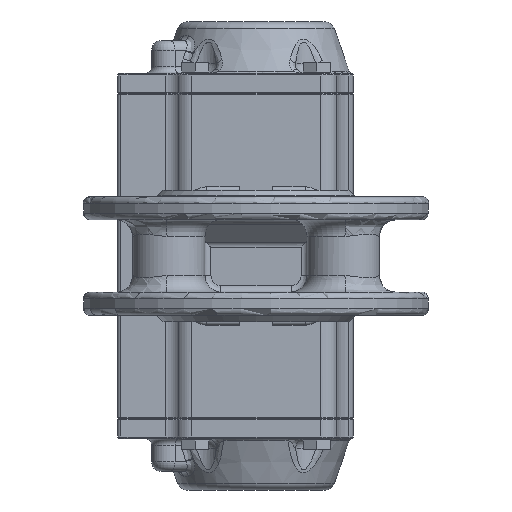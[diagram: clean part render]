
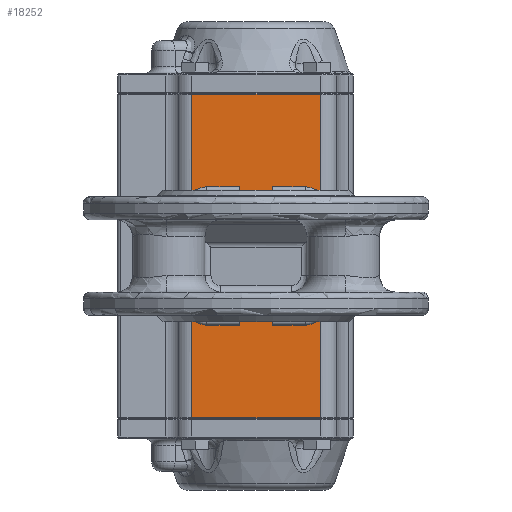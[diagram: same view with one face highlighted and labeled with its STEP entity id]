
A CAD part, front view. The second image highlights one B-rep face of the part: STEP entity #18252.
In plain terms, the highlighted planar face has unit normal (0, -1, 0).
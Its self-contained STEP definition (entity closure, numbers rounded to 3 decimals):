
#587=PLANE('',#20106);
#1974=LINE('',#39393,#3046);
#1975=LINE('',#39394,#3047);
#1976=LINE('',#39395,#3048);
#1977=LINE('',#39399,#3049);
#1979=LINE('',#39407,#3051);
#1980=LINE('',#39408,#3052);
#2013=LINE('',#39518,#3085);
#2014=LINE('',#39519,#3086);
#3046=VECTOR('',#23583,1000.);
#3047=VECTOR('',#23584,1000.);
#3048=VECTOR('',#23585,1000.);
#3049=VECTOR('',#23590,1000.);
#3051=VECTOR('',#23596,1000.);
#3052=VECTOR('',#23597,1000.);
#3085=VECTOR('',#23712,1000.);
#3086=VECTOR('',#23713,1000.);
#6144=ORIENTED_EDGE('',*,*,#10406,.F.);
#6145=ORIENTED_EDGE('',*,*,#10470,.T.);
#6146=ORIENTED_EDGE('',*,*,#10410,.T.);
#6147=ORIENTED_EDGE('',*,*,#10152,.F.);
#6148=ORIENTED_EDGE('',*,*,#10415,.T.);
#6149=ORIENTED_EDGE('',*,*,#10143,.F.);
#6150=ORIENTED_EDGE('',*,*,#10414,.T.);
#6151=ORIENTED_EDGE('',*,*,#10471,.T.);
#6152=ORIENTED_EDGE('',*,*,#10408,.F.);
#6153=ORIENTED_EDGE('',*,*,#10145,.F.);
#6154=ORIENTED_EDGE('',*,*,#10407,.F.);
#6155=ORIENTED_EDGE('',*,*,#10148,.F.);
#6156=ORIENTED_EDGE('',*,*,#10132,.T.);
#6157=ORIENTED_EDGE('',*,*,#10135,.F.);
#6158=ORIENTED_EDGE('',*,*,#10137,.F.);
#6159=ORIENTED_EDGE('',*,*,#10139,.F.);
#6160=ORIENTED_EDGE('',*,*,#10141,.F.);
#10132=EDGE_CURVE('',#12519,#12519,#13965,.T.);
#10135=EDGE_CURVE('',#12523,#12523,#13968,.T.);
#10137=EDGE_CURVE('',#12526,#12526,#13970,.T.);
#10139=EDGE_CURVE('',#12529,#12529,#13972,.T.);
#10141=EDGE_CURVE('',#12532,#12532,#13974,.T.);
#10143=EDGE_CURVE('',#12533,#12534,#13975,.T.);
#10145=EDGE_CURVE('',#12537,#12538,#13977,.T.);
#10148=EDGE_CURVE('',#12541,#12542,#13979,.T.);
#10152=EDGE_CURVE('',#12545,#12546,#13981,.T.);
#10406=EDGE_CURVE('',#12746,#12541,#1974,.T.);
#10407=EDGE_CURVE('',#12542,#12537,#1975,.T.);
#10408=EDGE_CURVE('',#12538,#12747,#1976,.T.);
#10410=EDGE_CURVE('',#12748,#12546,#1977,.T.);
#10414=EDGE_CURVE('',#12533,#12751,#1979,.T.);
#10415=EDGE_CURVE('',#12545,#12534,#1980,.T.);
#10470=EDGE_CURVE('',#12746,#12748,#2013,.T.);
#10471=EDGE_CURVE('',#12751,#12747,#2014,.T.);
#12519=VERTEX_POINT('',#38371);
#12523=VERTEX_POINT('',#38380);
#12526=VERTEX_POINT('',#38387);
#12529=VERTEX_POINT('',#38394);
#12532=VERTEX_POINT('',#38401);
#12533=VERTEX_POINT('',#38408);
#12534=VERTEX_POINT('',#38409);
#12537=VERTEX_POINT('',#38417);
#12538=VERTEX_POINT('',#38418);
#12541=VERTEX_POINT('',#38430);
#12542=VERTEX_POINT('',#38431);
#12545=VERTEX_POINT('',#38447);
#12546=VERTEX_POINT('',#38448);
#12746=VERTEX_POINT('',#39392);
#12747=VERTEX_POINT('',#39396);
#12748=VERTEX_POINT('',#39400);
#12751=VERTEX_POINT('',#39406);
#13965=CIRCLE('',#19845,12.1);
#13968=CIRCLE('',#19850,2.1);
#13970=CIRCLE('',#19854,2.1);
#13972=CIRCLE('',#19858,2.1);
#13974=CIRCLE('',#19862,2.1);
#13975=CIRCLE('',#19864,2.5);
#13977=CIRCLE('',#19868,2.5);
#13979=CIRCLE('',#19872,2.5);
#13981=CIRCLE('',#19876,2.5);
#15245=EDGE_LOOP('',(#6144,#6145,#6146,#6147,#6148,#6149,#6150,#6151,#6152,
#6153,#6154,#6155));
#15246=EDGE_LOOP('',(#6156));
#15247=EDGE_LOOP('',(#6157));
#15248=EDGE_LOOP('',(#6158));
#15249=EDGE_LOOP('',(#6159));
#15250=EDGE_LOOP('',(#6160));
#16644=FACE_BOUND('',#15245,.T.);
#16645=FACE_BOUND('',#15246,.T.);
#16646=FACE_BOUND('',#15247,.T.);
#16647=FACE_BOUND('',#15248,.T.);
#16648=FACE_BOUND('',#15249,.T.);
#16649=FACE_BOUND('',#15250,.T.);
#18252=ADVANCED_FACE('',(#16644,#16645,#16646,#16647,#16648,#16649),#587,
 .F.);
#19845=AXIS2_PLACEMENT_3D('',#38370,#23061,#23062);
#19850=AXIS2_PLACEMENT_3D('',#38379,#23071,#23072);
#19854=AXIS2_PLACEMENT_3D('',#38386,#23079,#23080);
#19858=AXIS2_PLACEMENT_3D('',#38393,#23087,#23088);
#19862=AXIS2_PLACEMENT_3D('',#38400,#23095,#23096);
#19864=AXIS2_PLACEMENT_3D('',#38410,#23099,#23100);
#19868=AXIS2_PLACEMENT_3D('',#38416,#23107,#23108);
#19872=AXIS2_PLACEMENT_3D('',#38429,#23115,#23116);
#19876=AXIS2_PLACEMENT_3D('',#38449,#23123,#23124);
#20106=AXIS2_PLACEMENT_3D('',#39517,#23710,#23711);
#23061=DIRECTION('',(0.,1.,0.));
#23062=DIRECTION('',(0.,0.,1.));
#23071=DIRECTION('',(0.,-1.,0.));
#23072=DIRECTION('',(0.,0.,-1.));
#23079=DIRECTION('',(0.,-1.,0.));
#23080=DIRECTION('',(0.,0.,-1.));
#23087=DIRECTION('',(0.,-1.,0.));
#23088=DIRECTION('',(0.,0.,-1.));
#23095=DIRECTION('',(0.,-1.,0.));
#23096=DIRECTION('',(0.,0.,-1.));
#23099=DIRECTION('',(0.,-1.,0.));
#23100=DIRECTION('',(0.,0.,-1.));
#23107=DIRECTION('',(0.,-1.,0.));
#23108=DIRECTION('',(0.,0.,-1.));
#23115=DIRECTION('',(0.,-1.,0.));
#23116=DIRECTION('',(0.,0.,-1.));
#23123=DIRECTION('',(0.,-1.,0.));
#23124=DIRECTION('',(0.,0.,-1.));
#23583=DIRECTION('',(0.,0.,-1.));
#23584=DIRECTION('',(0.,0.,-1.));
#23585=DIRECTION('',(0.,0.,-1.));
#23590=DIRECTION('',(0.,0.,-1.));
#23596=DIRECTION('',(0.,0.,-1.));
#23597=DIRECTION('',(0.,0.,-1.));
#23710=DIRECTION('',(0.,1.,0.));
#23711=DIRECTION('',(1.,0.,0.));
#23712=DIRECTION('',(-1.,0.,0.));
#23713=DIRECTION('',(1.,0.,0.));
#38370=CARTESIAN_POINT('',(0.,-35.,0.));
#38371=CARTESIAN_POINT('',(0.,-35.,12.1));
#38379=CARTESIAN_POINT('',(-12.728,-35.,-12.728));
#38380=CARTESIAN_POINT('',(-12.728,-35.,-14.828));
#38386=CARTESIAN_POINT('',(12.728,-35.,-12.728));
#38387=CARTESIAN_POINT('',(12.728,-35.,-14.828));
#38393=CARTESIAN_POINT('',(12.728,-35.,12.728));
#38394=CARTESIAN_POINT('',(12.728,-35.,10.628));
#38400=CARTESIAN_POINT('',(-12.728,-35.,12.728));
#38401=CARTESIAN_POINT('',(-12.728,-35.,10.628));
#38408=CARTESIAN_POINT('',(-19.5,-35.,-19.389));
#38409=CARTESIAN_POINT('',(-19.5,-35.,-15.966));
#38410=CARTESIAN_POINT('',(-17.678,-35.,-17.678));
#38416=CARTESIAN_POINT('',(17.678,-35.,-17.678));
#38417=CARTESIAN_POINT('',(19.5,-35.,-15.966));
#38418=CARTESIAN_POINT('',(19.5,-35.,-19.389));
#38429=CARTESIAN_POINT('',(17.678,-35.,17.678));
#38430=CARTESIAN_POINT('',(19.5,-35.,19.389));
#38431=CARTESIAN_POINT('',(19.5,-35.,15.966));
#38447=CARTESIAN_POINT('',(-19.5,-35.,15.966));
#38448=CARTESIAN_POINT('',(-19.5,-35.,19.389));
#38449=CARTESIAN_POINT('',(-17.678,-35.,17.678));
#39392=CARTESIAN_POINT('',(19.5,-35.,49.2));
#39393=CARTESIAN_POINT('',(19.5,-35.,49.5));
#39394=CARTESIAN_POINT('',(19.5,-35.,49.5));
#39395=CARTESIAN_POINT('',(19.5,-35.,49.5));
#39396=CARTESIAN_POINT('',(19.5,-35.,-49.2));
#39399=CARTESIAN_POINT('',(-19.5,-35.,49.5));
#39400=CARTESIAN_POINT('',(-19.5,-35.,49.2));
#39406=CARTESIAN_POINT('',(-19.5,-35.,-49.2));
#39407=CARTESIAN_POINT('',(-19.5,-35.,49.5));
#39408=CARTESIAN_POINT('',(-19.5,-35.,49.5));
#39517=CARTESIAN_POINT('',(-19.5,-35.,49.5));
#39518=CARTESIAN_POINT('',(-19.5,-35.,49.2));
#39519=CARTESIAN_POINT('',(-19.5,-35.,-49.2));
